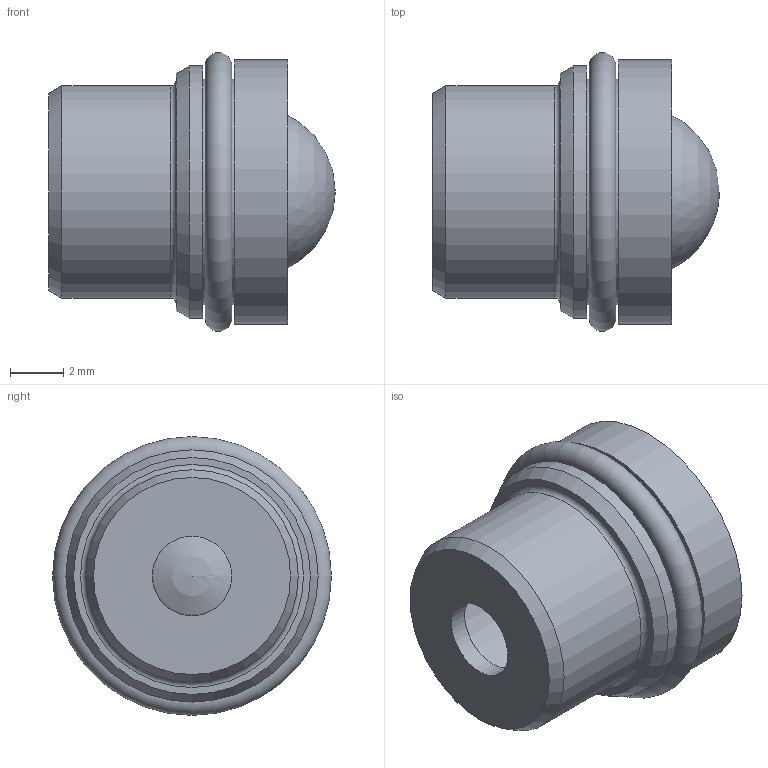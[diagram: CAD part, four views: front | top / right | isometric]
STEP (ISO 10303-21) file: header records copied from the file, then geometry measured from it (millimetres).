
FILE_DESCRIPTION( ( 'STEP AP214' ), '1' );
FILE_NAME( 'K0582.10.stp', '2020-12-03T11:54:41', ( '' ), ( '' ), ' ', 'PARTsolutions', ' ' );
FILE_SCHEMA( ( 'AUTOMOTIVE_DESIGN { 1 0 10303 214 1 1 1 1 }' ) );
Length unit declared in the file: millimetre
Products named in the file (1): _K0582.10
Bounding box: 10.8 x 10.5 x 10.5 mm (x, y, z)
Volume: 428.1 mm3; surface area: 715.3 mm2
Topology: 1 solids, 1 shells, 23 faces, 42 edges, 27 vertices
Faces by surface type: cylinder 8, plane 8, cone 3, torus 2, sphere 2
Full cylindrical faces by diameter (mm): 3 x1, 6.4 x1, 6.45 x1, 8 x1, 8.5 x2, 9.5 x1, 9.95 x1
Entity records: 666 total; most frequent: DIRECTION 92, CARTESIAN_POINT 71, AXIS2_PLACEMENT_3D 46, EDGE_LOOP 44, ORIENTED_EDGE 44, FACE_OUTER_BOUND 33, VERTEX_POINT 25, STYLED_ITEM 23
